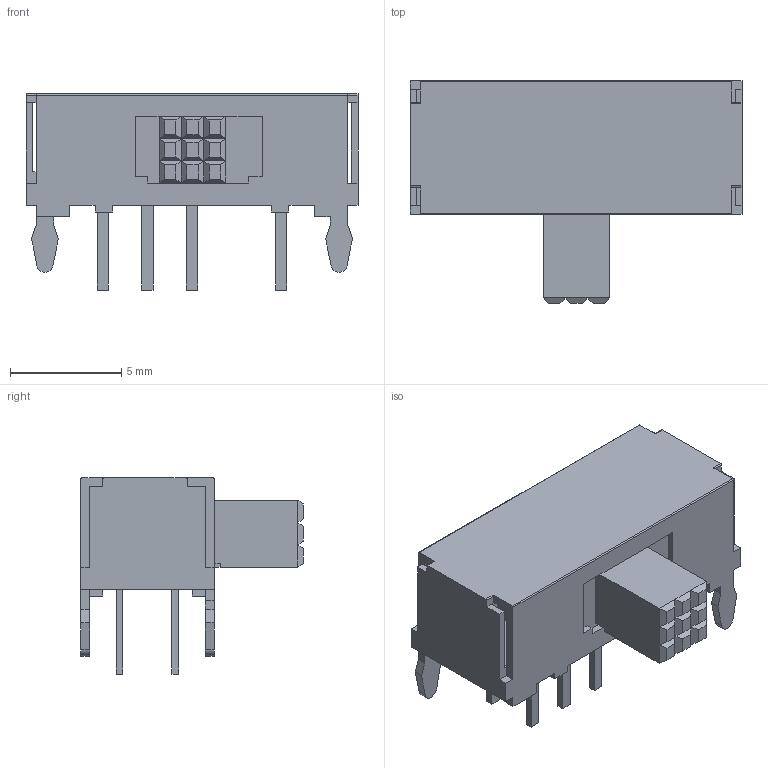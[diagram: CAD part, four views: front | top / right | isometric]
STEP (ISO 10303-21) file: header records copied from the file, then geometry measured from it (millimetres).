
FILE_DESCRIPTION(/* description */ (''),/* implementation_level */ '2;1');
FILE_NAME(/* name */ 'EG2308.step',/* time_stamp */ '2023-08-17T13:51:51+02:00',/* author */ (''),/* organization */ (''),/* preprocessor_version */ 'ST-DEVELOPER v20',/* originating_system */ 'Autodesk Translation Framework v12.9.0.99',/* authorisation */ '');
FILE_SCHEMA (('AUTOMOTIVE_DESIGN { 1 0 10303 214 3 1 1 }'));
Length unit declared in the file: millimetre
Products named in the file (1): EG2308
Bounding box: 14.9 x 10 x 8.8 mm (x, y, z)
Volume: 319 mm3; surface area: 914.2 mm2
Topology: 1 solids, 1 shells, 257 faces, 689 edges, 440 vertices
Faces by surface type: plane 249, cylinder 8
Entity records: 8035 total; most frequent: CARTESIAN_POINT 1387, ORIENTED_EDGE 1378, DIRECTION 1221, EDGE_CURVE 689, LINE 673, VECTOR 673, VERTEX_POINT 440, EDGE_LOOP 275
